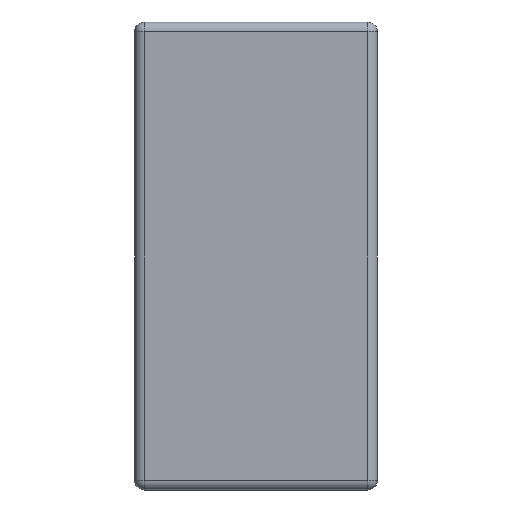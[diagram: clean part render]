
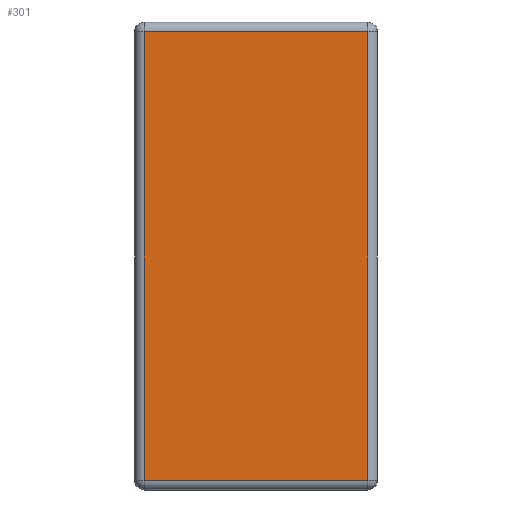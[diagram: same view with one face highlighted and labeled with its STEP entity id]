
A CAD part, left-side view. The second image highlights one B-rep face of the part: STEP entity #301.
In plain terms, the highlighted planar face has unit normal (-1, 0, 0).
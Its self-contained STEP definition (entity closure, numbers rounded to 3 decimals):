
#301=ADVANCED_FACE('NONE',(#650),#651,.T.);
#650=FACE_OUTER_BOUND('',#1052,.T.);
#651=PLANE('',#1053);
#1052=EDGE_LOOP('',(#1842,#1843,#1844,#1845));
#1053=AXIS2_PLACEMENT_3D('',#1846,#1847,#1848);
#1842=ORIENTED_EDGE('',*,*,#2604,.T.);
#1843=ORIENTED_EDGE('',*,*,#2605,.T.);
#1844=ORIENTED_EDGE('',*,*,#2606,.T.);
#1845=ORIENTED_EDGE('',*,*,#2607,.T.);
#1846=CARTESIAN_POINT('',(0.0,0.0,0.0));
#1847=DIRECTION('',(-1.0,0.0,0.0));
#1848=DIRECTION('',(0.0,0.0,1.0));
#2604=EDGE_CURVE('NONE',#3174,#3175,#3176,.T.);
#2605=EDGE_CURVE('NONE',#3175,#3177,#3178,.T.);
#2606=EDGE_CURVE('NONE',#3177,#3179,#3180,.T.);
#2607=EDGE_CURVE('NONE',#3179,#3174,#3181,.T.);
#3174=VERTEX_POINT('NONE',#4086);
#3175=VERTEX_POINT('NONE',#4087);
#3176=LINE('',#4088,#4089);
#3177=VERTEX_POINT('NONE',#4090);
#3178=LINE('',#4091,#4092);
#3179=VERTEX_POINT('NONE',#4093);
#3180=LINE('',#4094,#4095);
#3181=LINE('',#4096,#4097);
#4086=CARTESIAN_POINT('',(0.0,1.344,-2.644));
#4087=CARTESIAN_POINT('',(0.0,0.056,-2.644));
#4088=CARTESIAN_POINT('',(0.0,0.0,-2.644));
#4089=VECTOR('',#4600,1000.0);
#4090=CARTESIAN_POINT('',(0.0,0.056,-0.056));
#4091=CARTESIAN_POINT('',(0.0,0.056,0.0));
#4092=VECTOR('',#4601,1000.0);
#4093=CARTESIAN_POINT('',(0.0,1.344,-0.056));
#4094=CARTESIAN_POINT('',(0.0,1.4,-0.056));
#4095=VECTOR('',#4602,1000.0);
#4096=CARTESIAN_POINT('',(0.0,1.344,-2.7));
#4097=VECTOR('',#4603,1000.0);
#4600=DIRECTION('',(-0.0,-1.0,-0.0));
#4601=DIRECTION('',(-0.0,-0.0,1.0));
#4602=DIRECTION('',(-0.0,1.0,-0.0));
#4603=DIRECTION('',(-0.0,0.0,-1.0));
